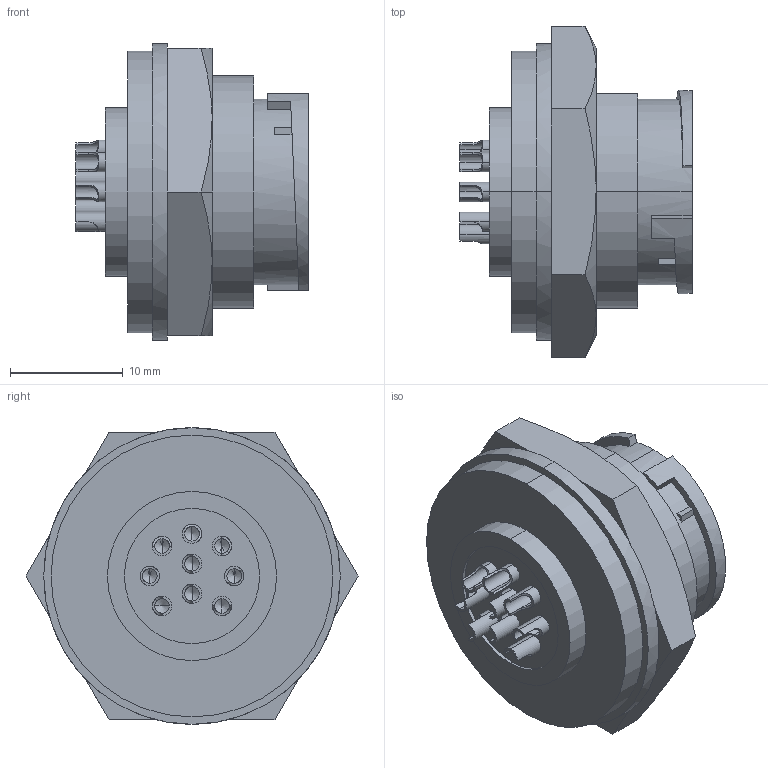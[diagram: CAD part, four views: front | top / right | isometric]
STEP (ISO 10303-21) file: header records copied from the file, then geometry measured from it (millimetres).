
FILE_DESCRIPTION (( 'STEP AP203' ), '1' );
FILE_NAME ('P309.STEP', '2020-04-01T02:55:50', ( 'edpusr' ), ( 'Microsoft' ), 'SwSTEP 2.0', 'SolidWorks 2015', '' );
FILE_SCHEMA (( 'CONFIG_CONTROL_DESIGN' ));
Length unit declared in the file: millimetre
Products named in the file (1): P309
Bounding box: 20.6 x 29.44 x 26.3 mm (x, y, z)
Volume: 5216.9 mm3; surface area: 3303 mm2
Topology: 1 solids, 1 shells, 194 faces, 501 edges, 279 vertices
Faces by surface type: cylinder 83, plane 72, cone 20, bspline 19
Entity records: 6152 total; most frequent: CARTESIAN_POINT 1697, DIRECTION 929, ORIENTED_EDGE 894, EDGE_CURVE 447, AXIS2_PLACEMENT_3D 349, VERTEX_POINT 279, LINE 231, VECTOR 231
